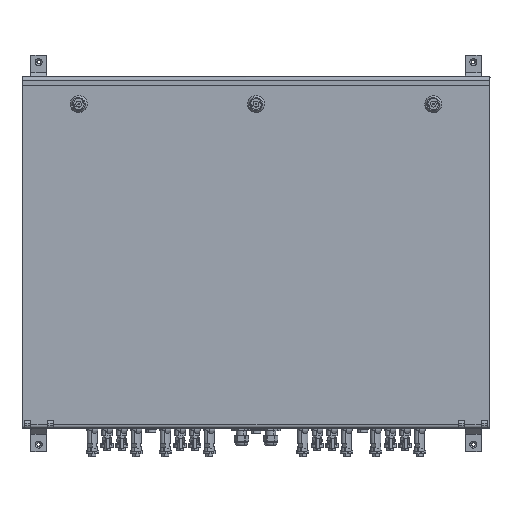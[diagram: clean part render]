
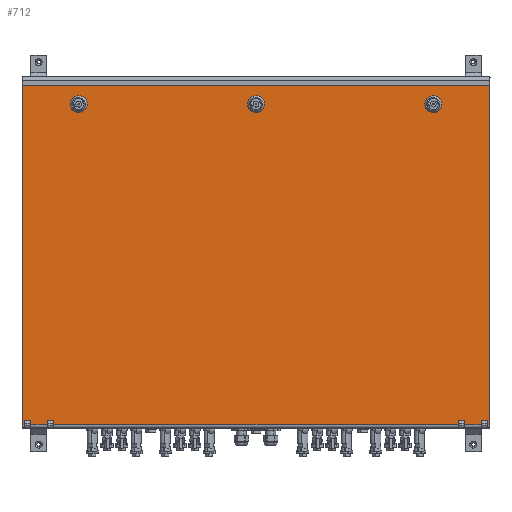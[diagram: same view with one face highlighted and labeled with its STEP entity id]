
A CAD part, top view. The second image highlights one B-rep face of the part: STEP entity #712.
In plain terms, the highlighted planar face has unit normal (0, 0, 1).
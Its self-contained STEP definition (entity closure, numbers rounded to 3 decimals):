
#517=AXIS2_PLACEMENT_3D('Plane Axis2P3D',#514,#515,#516) ;
#660=AXIS2_PLACEMENT_3D('Circle Axis2P3D',#658,#659,$) ;
#669=AXIS2_PLACEMENT_3D('Circle Axis2P3D',#667,#668,$) ;
#678=AXIS2_PLACEMENT_3D('Circle Axis2P3D',#676,#677,$) ;
#687=AXIS2_PLACEMENT_3D('Circle Axis2P3D',#685,#686,$) ;
#696=AXIS2_PLACEMENT_3D('Circle Axis2P3D',#694,#695,$) ;
#705=AXIS2_PLACEMENT_3D('Circle Axis2P3D',#703,#704,$) ;
#40=CARTESIAN_POINT('Vertex',(14.822,62.754,320.)) ;
#77=CARTESIAN_POINT('Vertex',(14.822,54.455,320.)) ;
#80=CARTESIAN_POINT('Line Origine',(14.822,58.604,320.)) ;
#126=CARTESIAN_POINT('Line Origine',(9.515,62.754,320.)) ;
#130=CARTESIAN_POINT('Vertex',(4.208,62.754,320.)) ;
#494=CARTESIAN_POINT('Line Origine',(54.432,54.455,320.)) ;
#498=CARTESIAN_POINT('Vertex',(43.713,54.455,320.)) ;
#514=CARTESIAN_POINT('Axis2P3D Location',(88.072,611.064,320.)) ;
#519=CARTESIAN_POINT('Line Origine',(4.208,58.604,320.)) ;
#523=CARTESIAN_POINT('Vertex',(4.208,54.455,320.)) ;
#526=CARTESIAN_POINT('Line Origine',(43.713,58.697,320.)) ;
#530=CARTESIAN_POINT('Vertex',(43.713,62.938,320.)) ;
#533=CARTESIAN_POINT('Line Origine',(49.072,62.938,320.)) ;
#537=CARTESIAN_POINT('Vertex',(54.432,62.938,320.)) ;
#540=CARTESIAN_POINT('Line Origine',(54.432,58.697,320.)) ;
#544=CARTESIAN_POINT('Vertex',(54.432,54.455,320.)) ;
#547=CARTESIAN_POINT('Line Origine',(400.522,54.455,320.)) ;
#551=CARTESIAN_POINT('Vertex',(746.613,54.455,320.)) ;
#554=CARTESIAN_POINT('Line Origine',(746.613,58.697,320.)) ;
#558=CARTESIAN_POINT('Vertex',(746.613,62.938,320.)) ;
#561=CARTESIAN_POINT('Line Origine',(751.972,62.938,320.)) ;
#565=CARTESIAN_POINT('Vertex',(757.332,62.938,320.)) ;
#568=CARTESIAN_POINT('Line Origine',(757.332,58.697,320.)) ;
#572=CARTESIAN_POINT('Vertex',(757.332,54.455,320.)) ;
#575=CARTESIAN_POINT('Line Origine',(771.722,54.455,320.)) ;
#579=CARTESIAN_POINT('Vertex',(786.113,54.455,320.)) ;
#582=CARTESIAN_POINT('Line Origine',(786.113,58.697,320.)) ;
#586=CARTESIAN_POINT('Vertex',(786.113,62.938,320.)) ;
#589=CARTESIAN_POINT('Line Origine',(791.475,62.938,320.)) ;
#593=CARTESIAN_POINT('Vertex',(796.836,62.938,320.)) ;
#596=CARTESIAN_POINT('Line Origine',(796.836,58.697,320.)) ;
#600=CARTESIAN_POINT('Vertex',(796.836,54.455,320.)) ;
#603=CARTESIAN_POINT('Line Origine',(798.487,54.455,320.)) ;
#607=CARTESIAN_POINT('Vertex',(800.138,54.455,320.)) ;
#610=CARTESIAN_POINT('Line Origine',(800.138,344.994,320.)) ;
#614=CARTESIAN_POINT('Vertex',(800.138,635.534,320.)) ;
#617=CARTESIAN_POINT('Line Origine',(400.522,635.534,320.)) ;
#621=CARTESIAN_POINT('Vertex',(0.906,635.534,320.)) ;
#624=CARTESIAN_POINT('Line Origine',(0.906,344.994,320.)) ;
#628=CARTESIAN_POINT('Vertex',(0.906,54.455,320.)) ;
#631=CARTESIAN_POINT('Line Origine',(2.557,54.455,320.)) ;
#658=CARTESIAN_POINT('Axis2P3D Location',(97.053,603.765,320.)) ;
#662=CARTESIAN_POINT('Vertex',(90.101,616.49,320.)) ;
#664=CARTESIAN_POINT('Vertex',(104.004,591.04,320.)) ;
#667=CARTESIAN_POINT('Axis2P3D Location',(97.053,603.765,320.)) ;
#676=CARTESIAN_POINT('Axis2P3D Location',(704.022,603.754,320.)) ;
#680=CARTESIAN_POINT('Vertex',(697.071,616.478,320.)) ;
#682=CARTESIAN_POINT('Vertex',(710.974,591.029,320.)) ;
#685=CARTESIAN_POINT('Axis2P3D Location',(704.022,603.754,320.)) ;
#694=CARTESIAN_POINT('Axis2P3D Location',(400.522,603.754,320.)) ;
#698=CARTESIAN_POINT('Vertex',(393.571,616.478,320.)) ;
#700=CARTESIAN_POINT('Vertex',(407.474,591.029,320.)) ;
#703=CARTESIAN_POINT('Axis2P3D Location',(400.522,603.754,320.)) ;
#81=DIRECTION('Vector Direction',(0.,-1.,0.)) ;
#127=DIRECTION('Vector Direction',(1.,0.,0.)) ;
#495=DIRECTION('Vector Direction',(1.,0.,0.)) ;
#515=DIRECTION('Axis2P3D Direction',(0.,0.,1.)) ;
#516=DIRECTION('Axis2P3D XDirection',(0.,-1.,0.)) ;
#520=DIRECTION('Vector Direction',(0.,-1.,0.)) ;
#527=DIRECTION('Vector Direction',(0.,-1.,0.)) ;
#534=DIRECTION('Vector Direction',(1.,0.,0.)) ;
#541=DIRECTION('Vector Direction',(0.,-1.,0.)) ;
#548=DIRECTION('Vector Direction',(1.,0.,0.)) ;
#555=DIRECTION('Vector Direction',(0.,-1.,0.)) ;
#562=DIRECTION('Vector Direction',(1.,0.,0.)) ;
#569=DIRECTION('Vector Direction',(0.,-1.,0.)) ;
#576=DIRECTION('Vector Direction',(1.,0.,0.)) ;
#583=DIRECTION('Vector Direction',(0.,-1.,0.)) ;
#590=DIRECTION('Vector Direction',(1.,0.,0.)) ;
#597=DIRECTION('Vector Direction',(0.,-1.,0.)) ;
#604=DIRECTION('Vector Direction',(1.,0.,0.)) ;
#611=DIRECTION('Vector Direction',(0.,-1.,0.)) ;
#618=DIRECTION('Vector Direction',(1.,0.,0.)) ;
#625=DIRECTION('Vector Direction',(0.,-1.,0.)) ;
#632=DIRECTION('Vector Direction',(1.,0.,0.)) ;
#659=DIRECTION('Axis2P3D Direction',(0.,0.,1.)) ;
#668=DIRECTION('Axis2P3D Direction',(0.,0.,1.)) ;
#677=DIRECTION('Axis2P3D Direction',(0.,0.,1.)) ;
#686=DIRECTION('Axis2P3D Direction',(0.,0.,1.)) ;
#695=DIRECTION('Axis2P3D Direction',(0.,0.,1.)) ;
#704=DIRECTION('Axis2P3D Direction',(0.,0.,1.)) ;
#82=VECTOR('Line Direction',#81,1.) ;
#128=VECTOR('Line Direction',#127,1.) ;
#496=VECTOR('Line Direction',#495,1.) ;
#521=VECTOR('Line Direction',#520,1.) ;
#528=VECTOR('Line Direction',#527,1.) ;
#535=VECTOR('Line Direction',#534,1.) ;
#542=VECTOR('Line Direction',#541,1.) ;
#549=VECTOR('Line Direction',#548,1.) ;
#556=VECTOR('Line Direction',#555,1.) ;
#563=VECTOR('Line Direction',#562,1.) ;
#570=VECTOR('Line Direction',#569,1.) ;
#577=VECTOR('Line Direction',#576,1.) ;
#584=VECTOR('Line Direction',#583,1.) ;
#591=VECTOR('Line Direction',#590,1.) ;
#598=VECTOR('Line Direction',#597,1.) ;
#605=VECTOR('Line Direction',#604,1.) ;
#612=VECTOR('Line Direction',#611,1.) ;
#619=VECTOR('Line Direction',#618,1.) ;
#626=VECTOR('Line Direction',#625,1.) ;
#633=VECTOR('Line Direction',#632,1.) ;
#637=ORIENTED_EDGE('',*,*,#525,.F.) ;
#638=ORIENTED_EDGE('',*,*,#132,.T.) ;
#639=ORIENTED_EDGE('',*,*,#84,.T.) ;
#640=ORIENTED_EDGE('',*,*,#500,.T.) ;
#641=ORIENTED_EDGE('',*,*,#532,.F.) ;
#642=ORIENTED_EDGE('',*,*,#539,.T.) ;
#643=ORIENTED_EDGE('',*,*,#546,.T.) ;
#644=ORIENTED_EDGE('',*,*,#553,.T.) ;
#645=ORIENTED_EDGE('',*,*,#560,.F.) ;
#646=ORIENTED_EDGE('',*,*,#567,.T.) ;
#647=ORIENTED_EDGE('',*,*,#574,.T.) ;
#648=ORIENTED_EDGE('',*,*,#581,.T.) ;
#649=ORIENTED_EDGE('',*,*,#588,.F.) ;
#650=ORIENTED_EDGE('',*,*,#595,.T.) ;
#651=ORIENTED_EDGE('',*,*,#602,.T.) ;
#652=ORIENTED_EDGE('',*,*,#609,.T.) ;
#653=ORIENTED_EDGE('',*,*,#616,.F.) ;
#654=ORIENTED_EDGE('',*,*,#623,.F.) ;
#655=ORIENTED_EDGE('',*,*,#630,.T.) ;
#656=ORIENTED_EDGE('',*,*,#635,.T.) ;
#673=ORIENTED_EDGE('',*,*,#666,.F.) ;
#674=ORIENTED_EDGE('',*,*,#671,.F.) ;
#691=ORIENTED_EDGE('',*,*,#684,.F.) ;
#692=ORIENTED_EDGE('',*,*,#689,.F.) ;
#709=ORIENTED_EDGE('',*,*,#702,.F.) ;
#710=ORIENTED_EDGE('',*,*,#707,.F.) ;
#675=FACE_BOUND('',#672,.T.) ;
#693=FACE_BOUND('',#690,.T.) ;
#711=FACE_BOUND('',#708,.T.) ;
#712=ADVANCED_FACE('PV',(#657,#675,#693,#711),#518,.T.) ;
#661=CIRCLE('generated circle',#660,14.5) ;
#670=CIRCLE('generated circle',#669,14.5) ;
#679=CIRCLE('generated circle',#678,14.5) ;
#688=CIRCLE('generated circle',#687,14.5) ;
#697=CIRCLE('generated circle',#696,14.5) ;
#706=CIRCLE('generated circle',#705,14.5) ;
#84=EDGE_CURVE('',#41,#78,#83,.T.) ;
#132=EDGE_CURVE('',#131,#41,#129,.T.) ;
#500=EDGE_CURVE('',#78,#499,#497,.T.) ;
#525=EDGE_CURVE('',#131,#524,#522,.T.) ;
#532=EDGE_CURVE('',#531,#499,#529,.T.) ;
#539=EDGE_CURVE('',#531,#538,#536,.T.) ;
#546=EDGE_CURVE('',#538,#545,#543,.T.) ;
#553=EDGE_CURVE('',#545,#552,#550,.T.) ;
#560=EDGE_CURVE('',#559,#552,#557,.T.) ;
#567=EDGE_CURVE('',#559,#566,#564,.T.) ;
#574=EDGE_CURVE('',#566,#573,#571,.T.) ;
#581=EDGE_CURVE('',#573,#580,#578,.T.) ;
#588=EDGE_CURVE('',#587,#580,#585,.T.) ;
#595=EDGE_CURVE('',#587,#594,#592,.T.) ;
#602=EDGE_CURVE('',#594,#601,#599,.T.) ;
#609=EDGE_CURVE('',#601,#608,#606,.T.) ;
#616=EDGE_CURVE('',#615,#608,#613,.T.) ;
#623=EDGE_CURVE('',#622,#615,#620,.T.) ;
#630=EDGE_CURVE('',#622,#629,#627,.T.) ;
#635=EDGE_CURVE('',#629,#524,#634,.T.) ;
#666=EDGE_CURVE('',#663,#665,#661,.T.) ;
#671=EDGE_CURVE('',#665,#663,#670,.T.) ;
#684=EDGE_CURVE('',#681,#683,#679,.T.) ;
#689=EDGE_CURVE('',#683,#681,#688,.T.) ;
#702=EDGE_CURVE('',#699,#701,#697,.T.) ;
#707=EDGE_CURVE('',#701,#699,#706,.T.) ;
#636=EDGE_LOOP('',(#637,#638,#639,#640,#641,#642,#643,#644,#645,#646,#647,#648,#649,#650,#651,#652,#653,#654,#655,#656)) ;
#672=EDGE_LOOP('',(#673,#674)) ;
#690=EDGE_LOOP('',(#691,#692)) ;
#708=EDGE_LOOP('',(#709,#710)) ;
#657=FACE_OUTER_BOUND('',#636,.T.) ;
#83=LINE('Line',#80,#82) ;
#129=LINE('Line',#126,#128) ;
#497=LINE('Line',#494,#496) ;
#522=LINE('Line',#519,#521) ;
#529=LINE('Line',#526,#528) ;
#536=LINE('Line',#533,#535) ;
#543=LINE('Line',#540,#542) ;
#550=LINE('Line',#547,#549) ;
#557=LINE('Line',#554,#556) ;
#564=LINE('Line',#561,#563) ;
#571=LINE('Line',#568,#570) ;
#578=LINE('Line',#575,#577) ;
#585=LINE('Line',#582,#584) ;
#592=LINE('Line',#589,#591) ;
#599=LINE('Line',#596,#598) ;
#606=LINE('Line',#603,#605) ;
#613=LINE('Line',#610,#612) ;
#620=LINE('Line',#617,#619) ;
#627=LINE('Line',#624,#626) ;
#634=LINE('Line',#631,#633) ;
#518=PLANE('',#517) ;
#41=VERTEX_POINT('',#40) ;
#78=VERTEX_POINT('',#77) ;
#131=VERTEX_POINT('',#130) ;
#499=VERTEX_POINT('',#498) ;
#524=VERTEX_POINT('',#523) ;
#531=VERTEX_POINT('',#530) ;
#538=VERTEX_POINT('',#537) ;
#545=VERTEX_POINT('',#544) ;
#552=VERTEX_POINT('',#551) ;
#559=VERTEX_POINT('',#558) ;
#566=VERTEX_POINT('',#565) ;
#573=VERTEX_POINT('',#572) ;
#580=VERTEX_POINT('',#579) ;
#587=VERTEX_POINT('',#586) ;
#594=VERTEX_POINT('',#593) ;
#601=VERTEX_POINT('',#600) ;
#608=VERTEX_POINT('',#607) ;
#615=VERTEX_POINT('',#614) ;
#622=VERTEX_POINT('',#621) ;
#629=VERTEX_POINT('',#628) ;
#663=VERTEX_POINT('',#662) ;
#665=VERTEX_POINT('',#664) ;
#681=VERTEX_POINT('',#680) ;
#683=VERTEX_POINT('',#682) ;
#699=VERTEX_POINT('',#698) ;
#701=VERTEX_POINT('',#700) ;
